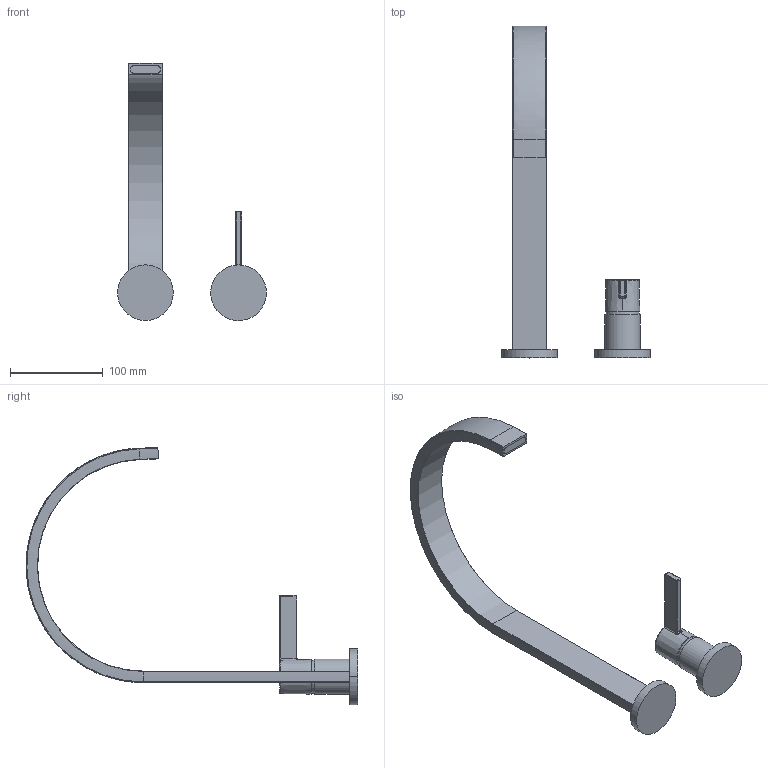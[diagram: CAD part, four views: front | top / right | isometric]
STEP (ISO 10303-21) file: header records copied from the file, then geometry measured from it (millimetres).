
FILE_DESCRIPTION (( 'STEP AP214' ), '1' );
FILE_NAME ('Planungsmodell_WT-EHM-+-32.815.682-1.STEP', '2022-09-05T08:50:33', ( '' ), ( '' ), 'SwSTEP 2.0', 'SolidWorks 2020', '' );
FILE_SCHEMA (( 'AUTOMOTIVE_DESIGN' ));
Length unit declared in the file: millimetre
Products named in the file (5): Planungsmodell_WT-EHM-+-32.815.682-1; Planungsmodell_Rosette_rund-+-36.104.820-01_ _K32_60x9; Planungsmodell_Haube-+-09.24.04.241.94-01_-_K2; Planungsmodell_Hebel-+-09.20.86.004-1_K1; Planungsmodell_Auslauf-+-33.805.682-1_K4
Assembly tree (5 placements, depth 2):
  Planungsmodell_WT-EHM-+-32.815.682-1
    Planungsmodell_Rosette_rund-+-36.104.820-01_ _K32_60x9  x2
    Planungsmodell_Haube-+-09.24.04.241.94-01_-_K2
    Planungsmodell_Auslauf-+-33.805.682-1_K4
    Planungsmodell_Hebel-+-09.20.86.004-1_K1
Bounding box: 160.26 x 357.38 x 277.01 mm (x, y, z)
Volume: 537898.2 mm3; surface area: 196420.4 mm2
Topology: 6 solids, 6 shells, 132 faces, 290 edges, 167 vertices
Faces by surface type: cylinder 58, torus 28, plane 26, bspline 12, sphere 6, cone 2
Entity records: 4209 total; most frequent: CARTESIAN_POINT 1172, DIRECTION 666, ORIENTED_EDGE 560, AXIS2_PLACEMENT_3D 287, EDGE_CURVE 280, VERTEX_POINT 163, CIRCLE 163, EDGE_LOOP 131
